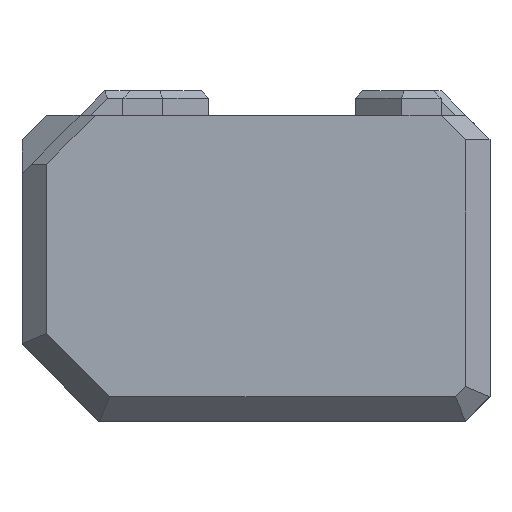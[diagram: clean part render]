
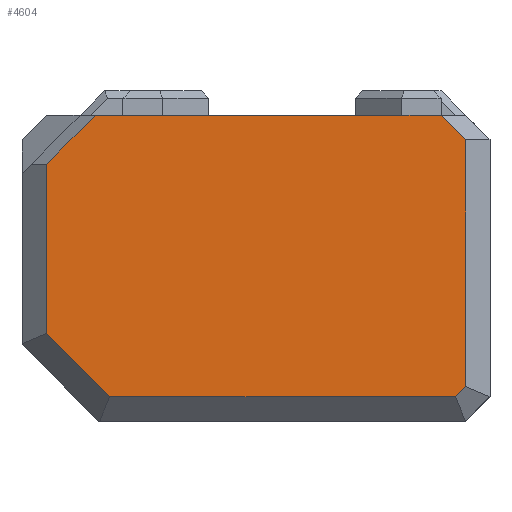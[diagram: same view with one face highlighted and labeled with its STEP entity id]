
A CAD part, front view. The second image highlights one B-rep face of the part: STEP entity #4604.
In plain terms, the highlighted planar face has unit normal (0, -1, 0).
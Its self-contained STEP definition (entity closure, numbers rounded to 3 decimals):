
#466=PLANE('',#4881);
#698=FACE_OUTER_BOUND('',#947,.T.);
#947=EDGE_LOOP('',(#4261,#4262,#4263,#4264,#4265,#4266,#4267,#4268));
#1138=LINE('',#6723,#1671);
#1332=LINE('',#7117,#1865);
#1438=LINE('',#7400,#1971);
#1440=LINE('',#7404,#1973);
#1442=LINE('',#7408,#1975);
#1444=LINE('',#7412,#1977);
#1445=LINE('',#7414,#1978);
#1465=LINE('',#7460,#1998);
#1671=VECTOR('',#5209,10.);
#1865=VECTOR('',#5555,10.);
#1971=VECTOR('',#5813,10.);
#1973=VECTOR('',#5817,10.);
#1975=VECTOR('',#5821,10.);
#1977=VECTOR('',#5825,10.);
#1978=VECTOR('',#5828,10.);
#1998=VECTOR('',#5874,10.);
#2243=VERTEX_POINT('',#6720);
#2244=VERTEX_POINT('',#6722);
#2368=VERTEX_POINT('',#7116);
#2444=VERTEX_POINT('',#7396);
#2445=VERTEX_POINT('',#7398);
#2446=VERTEX_POINT('',#7402);
#2447=VERTEX_POINT('',#7406);
#2448=VERTEX_POINT('',#7410);
#2712=EDGE_CURVE('',#2243,#2244,#1138,.T.);
#2910=EDGE_CURVE('',#2244,#2368,#1332,.T.);
#3044=EDGE_CURVE('',#2444,#2445,#1438,.T.);
#3046=EDGE_CURVE('',#2445,#2446,#1440,.T.);
#3048=EDGE_CURVE('',#2446,#2447,#1442,.T.);
#3050=EDGE_CURVE('',#2447,#2448,#1444,.T.);
#3051=EDGE_CURVE('',#2448,#2368,#1445,.T.);
#3072=EDGE_CURVE('',#2444,#2243,#1465,.T.);
#4261=ORIENTED_EDGE('',*,*,#2910,.F.);
#4262=ORIENTED_EDGE('',*,*,#2712,.F.);
#4263=ORIENTED_EDGE('',*,*,#3072,.F.);
#4264=ORIENTED_EDGE('',*,*,#3044,.T.);
#4265=ORIENTED_EDGE('',*,*,#3046,.T.);
#4266=ORIENTED_EDGE('',*,*,#3048,.T.);
#4267=ORIENTED_EDGE('',*,*,#3050,.T.);
#4268=ORIENTED_EDGE('',*,*,#3051,.T.);
#4604=ADVANCED_FACE('',(#698),#466,.F.);
#4881=AXIS2_PLACEMENT_3D('',#7461,#5875,#5876);
#5209=DIRECTION('',(1.,0.,0.));
#5555=DIRECTION('',(0.707,0.,-0.707));
#5813=DIRECTION('',(0.,0.,-1.));
#5817=DIRECTION('',(0.707,0.,-0.707));
#5821=DIRECTION('',(1.,0.,0.));
#5825=DIRECTION('',(0.707,0.,0.707));
#5828=DIRECTION('',(0.,0.,1.));
#5874=DIRECTION('',(0.707,0.,0.707));
#5875=DIRECTION('center_axis',(0.,1.,0.));
#5876=DIRECTION('ref_axis',(0.,0.,-1.));
#6720=CARTESIAN_POINT('',(26.25,0.,4.));
#6722=CARTESIAN_POINT('',(54.5,0.,4.));
#6723=CARTESIAN_POINT('',(40.,0.,4.));
#7116=CARTESIAN_POINT('',(56.5,0.,2.));
#7117=CARTESIAN_POINT('',(51.,0.,7.5));
#7396=CARTESIAN_POINT('',(22.25,0.,0.));
#7398=CARTESIAN_POINT('',(22.25,0.,-13.828));
#7400=CARTESIAN_POINT('',(22.25,0.,-2.25));
#7402=CARTESIAN_POINT('',(27.422,0.,-19.));
#7404=CARTESIAN_POINT('',(21.5,0.,-13.078));
#7406=CARTESIAN_POINT('',(55.672,0.,-19.));
#7408=CARTESIAN_POINT('',(40.5,0.,-19.));
#7410=CARTESIAN_POINT('',(56.5,0.,-18.172));
#7412=CARTESIAN_POINT('',(57.836,0.,-16.836));
#7414=CARTESIAN_POINT('',(56.5,0.,-2.25));
#7460=CARTESIAN_POINT('',(29.25,0.,7.));
#7461=CARTESIAN_POINT('Origin',(40.5,0.,4.));
